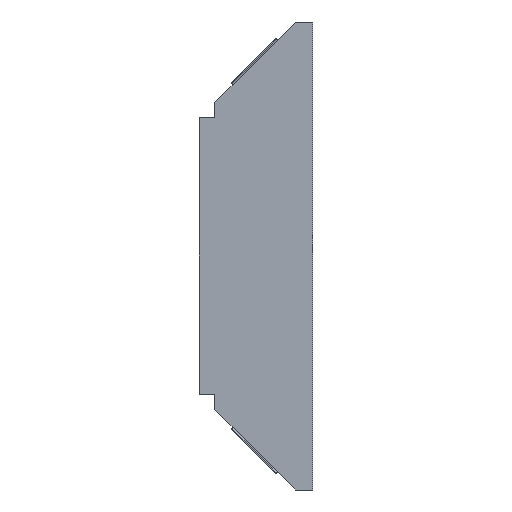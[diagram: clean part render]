
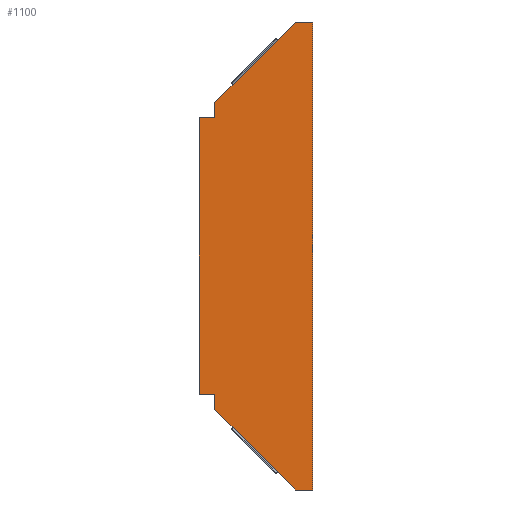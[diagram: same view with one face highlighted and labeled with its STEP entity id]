
A CAD part, front view. The second image highlights one B-rep face of the part: STEP entity #1100.
In plain terms, the highlighted planar face has unit normal (0, -1, 0).
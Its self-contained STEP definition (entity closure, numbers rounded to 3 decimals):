
#1 = CARTESIAN_POINT ( 'NONE',  ( 10., -0.75, 0. ) ) ;
#25 = DIRECTION ( 'NONE',  ( -1., 0., 0. ) ) ;
#35 = CARTESIAN_POINT ( 'NONE',  ( 72.3, -0.75, -149. ) ) ;
#57 = EDGE_CURVE ( 'NONE', #1057, #969, #1084, .T. ) ;
#75 = ORIENTED_EDGE ( 'NONE', *, *, #1088, .T. ) ;
#80 = CARTESIAN_POINT ( 'NONE',  ( 0., -0.75, -88. ) ) ;
#82 = CARTESIAN_POINT ( 'NONE',  ( 21.508, -0.75, -109.208 ) ) ;
#115 = CARTESIAN_POINT ( 'NONE',  ( 10., -0.75, -97.7 ) ) ;
#118 = LINE ( 'NONE', #467, #533 ) ;
#121 = EDGE_LOOP ( 'NONE', ( #345, #179, #669, #773, #340, #953, #951, #75, #308, #278, #471, #302, #716, #692 ) ) ;
#123 = VERTEX_POINT ( 'NONE', #859 ) ;
#126 = VERTEX_POINT ( 'NONE', #80 ) ;
#127 = EDGE_CURVE ( 'NONE', #1072, #813, #1010, .T. ) ;
#169 = LINE ( 'NONE', #1085, #496 ) ;
#179 = ORIENTED_EDGE ( 'NONE', *, *, #469, .F. ) ;
#181 = EDGE_CURVE ( 'NONE', #1038, #192, #339, .T. ) ;
#192 = VERTEX_POINT ( 'NONE', #680 ) ;
#193 = EDGE_CURVE ( 'NONE', #797, #1057, #777, .T. ) ;
#207 = VECTOR ( 'NONE', #837, 1000. ) ;
#214 = CARTESIAN_POINT ( 'NONE',  ( 10., -0.75, 88. ) ) ;
#237 = LINE ( 'NONE', #1019, #968 ) ;
#243 = DIRECTION ( 'NONE',  ( -0.707, 0., 0.707 ) ) ;
#246 = CARTESIAN_POINT ( 'NONE',  ( 61.3, -0.75, 149. ) ) ;
#264 = VECTOR ( 'NONE', #25, 1000. ) ;
#278 = ORIENTED_EDGE ( 'NONE', *, *, #832, .T. ) ;
#285 = CARTESIAN_POINT ( 'NONE',  ( 21.508, -0.75, 109.208 ) ) ;
#301 = EDGE_CURVE ( 'NONE', #724, #1072, #118, .T. ) ;
#302 = ORIENTED_EDGE ( 'NONE', *, *, #57, .T. ) ;
#308 = ORIENTED_EDGE ( 'NONE', *, *, #1003, .T. ) ;
#320 = CARTESIAN_POINT ( 'NONE',  ( 0., -0.75, 88. ) ) ;
#336 = EDGE_CURVE ( 'NONE', #192, #126, #360, .T. ) ;
#339 = LINE ( 'NONE', #1, #858 ) ;
#340 = ORIENTED_EDGE ( 'NONE', *, *, #885, .F. ) ;
#342 = DIRECTION ( 'NONE',  ( -1., 0., 0. ) ) ;
#345 = ORIENTED_EDGE ( 'NONE', *, *, #181, .F. ) ;
#346 = VECTOR ( 'NONE', #645, 1000. ) ;
#357 = VERTEX_POINT ( 'NONE', #646 ) ;
#360 = LINE ( 'NONE', #365, #264 ) ;
#365 = CARTESIAN_POINT ( 'NONE',  ( 0., -0.75, -88. ) ) ;
#391 = LINE ( 'NONE', #1066, #207 ) ;
#404 = VECTOR ( 'NONE', #768, 1000. ) ;
#418 = CARTESIAN_POINT ( 'NONE',  ( 10., -0.75, 0. ) ) ;
#426 = EDGE_CURVE ( 'NONE', #676, #357, #391, .T. ) ;
#448 = CARTESIAN_POINT ( 'NONE',  ( 49.792, -0.75, 137.492 ) ) ;
#455 = DIRECTION ( 'NONE',  ( -0.707, 0., 0.707 ) ) ;
#466 = LINE ( 'NONE', #35, #654 ) ;
#467 = CARTESIAN_POINT ( 'NONE',  ( 61.3, -0.75, -149. ) ) ;
#469 = EDGE_CURVE ( 'NONE', #813, #1038, #776, .T. ) ;
#470 = CARTESIAN_POINT ( 'NONE',  ( 49.792, -0.75, -137.492 ) ) ;
#471 = ORIENTED_EDGE ( 'NONE', *, *, #193, .T. ) ;
#477 = LINE ( 'NONE', #659, #346 ) ;
#486 = DIRECTION ( 'NONE',  ( -1., 0., 0. ) ) ;
#496 = VECTOR ( 'NONE', #342, 1000. ) ;
#499 = LINE ( 'NONE', #246, #404 ) ;
#500 = DIRECTION ( 'NONE',  ( -0.707, 0., -0.707 ) ) ;
#533 = VECTOR ( 'NONE', #455, 1000. ) ;
#535 = DIRECTION ( 'NONE',  ( -0.707, 0., -0.707 ) ) ;
#582 = AXIS2_PLACEMENT_3D ( 'NONE', #912, #1102, #928 ) ;
#596 = DIRECTION ( 'NONE',  ( 0., 0., 1. ) ) ;
#627 = LINE ( 'NONE', #448, #1091 ) ;
#645 = DIRECTION ( 'NONE',  ( 0., 0., 1. ) ) ;
#646 = CARTESIAN_POINT ( 'NONE',  ( 61.3, -0.75, 149. ) ) ;
#654 = VECTOR ( 'NONE', #717, 1000. ) ;
#659 = CARTESIAN_POINT ( 'NONE',  ( 0., -0.75, -91. ) ) ;
#669 = ORIENTED_EDGE ( 'NONE', *, *, #127, .F. ) ;
#676 = VERTEX_POINT ( 'NONE', #712 ) ;
#678 = CARTESIAN_POINT ( 'NONE',  ( 49.792, -0.75, 137.492 ) ) ;
#680 = CARTESIAN_POINT ( 'NONE',  ( 10., -0.75, -88. ) ) ;
#681 = VERTEX_POINT ( 'NONE', #285 ) ;
#692 = ORIENTED_EDGE ( 'NONE', *, *, #336, .F. ) ;
#696 = EDGE_CURVE ( 'NONE', #676, #123, #466, .T. ) ;
#711 = CARTESIAN_POINT ( 'NONE',  ( 0., -0.75, 88. ) ) ;
#712 = CARTESIAN_POINT ( 'NONE',  ( 72.3, -0.75, 149. ) ) ;
#716 = ORIENTED_EDGE ( 'NONE', *, *, #769, .F. ) ;
#717 = DIRECTION ( 'NONE',  ( 0., 0., -1. ) ) ;
#724 = VERTEX_POINT ( 'NONE', #733 ) ;
#733 = CARTESIAN_POINT ( 'NONE',  ( 61.3, -0.75, -149. ) ) ;
#737 = CARTESIAN_POINT ( 'NONE',  ( 10., -0.75, 97.7 ) ) ;
#746 = VECTOR ( 'NONE', #243, 1000. ) ;
#766 = CARTESIAN_POINT ( 'NONE',  ( 49.792, -0.75, -137.492 ) ) ;
#768 = DIRECTION ( 'NONE',  ( -0.707, 0., -0.707 ) ) ;
#769 = EDGE_CURVE ( 'NONE', #126, #969, #477, .T. ) ;
#773 = ORIENTED_EDGE ( 'NONE', *, *, #301, .F. ) ;
#776 = LINE ( 'NONE', #857, #822 ) ;
#777 = LINE ( 'NONE', #418, #1096 ) ;
#797 = VERTEX_POINT ( 'NONE', #737 ) ;
#813 = VERTEX_POINT ( 'NONE', #82 ) ;
#822 = VECTOR ( 'NONE', #1016, 1000. ) ;
#832 = EDGE_CURVE ( 'NONE', #681, #797, #237, .T. ) ;
#837 = DIRECTION ( 'NONE',  ( -1., 0., 0. ) ) ;
#855 = PLANE ( 'NONE',  #582 ) ;
#857 = CARTESIAN_POINT ( 'NONE',  ( 61.3, -0.75, -149. ) ) ;
#858 = VECTOR ( 'NONE', #596, 1000. ) ;
#859 = CARTESIAN_POINT ( 'NONE',  ( 72.3, -0.75, -149. ) ) ;
#875 = VERTEX_POINT ( 'NONE', #678 ) ;
#885 = EDGE_CURVE ( 'NONE', #123, #724, #169, .T. ) ;
#912 = CARTESIAN_POINT ( 'NONE',  ( 0., -0.75, 0. ) ) ;
#918 = FACE_OUTER_BOUND ( 'NONE', #121, .T. ) ;
#928 = DIRECTION ( 'NONE',  ( 0., 0., -1. ) ) ;
#951 = ORIENTED_EDGE ( 'NONE', *, *, #426, .T. ) ;
#953 = ORIENTED_EDGE ( 'NONE', *, *, #696, .F. ) ;
#968 = VECTOR ( 'NONE', #500, 1000. ) ;
#969 = VERTEX_POINT ( 'NONE', #711 ) ;
#1003 = EDGE_CURVE ( 'NONE', #875, #681, #627, .T. ) ;
#1010 = LINE ( 'NONE', #766, #746 ) ;
#1012 = VECTOR ( 'NONE', #486, 1000. ) ;
#1016 = DIRECTION ( 'NONE',  ( -0.707, 0., 0.707 ) ) ;
#1019 = CARTESIAN_POINT ( 'NONE',  ( 61.3, -0.75, 149. ) ) ;
#1038 = VERTEX_POINT ( 'NONE', #115 ) ;
#1057 = VERTEX_POINT ( 'NONE', #214 ) ;
#1066 = CARTESIAN_POINT ( 'NONE',  ( 72.3, -0.75, 149. ) ) ;
#1072 = VERTEX_POINT ( 'NONE', #470 ) ;
#1084 = LINE ( 'NONE', #320, #1012 ) ;
#1085 = CARTESIAN_POINT ( 'NONE',  ( 72.3, -0.75, -149. ) ) ;
#1087 = DIRECTION ( 'NONE',  ( 0., 0., -1. ) ) ;
#1088 = EDGE_CURVE ( 'NONE', #357, #875, #499, .T. ) ;
#1091 = VECTOR ( 'NONE', #535, 1000. ) ;
#1096 = VECTOR ( 'NONE', #1087, 1000. ) ;
#1100 = ADVANCED_FACE ( 'NONE', ( #918 ), #855, .T. ) ;
#1102 = DIRECTION ( 'NONE',  ( 0., -1., 0. ) ) ;
